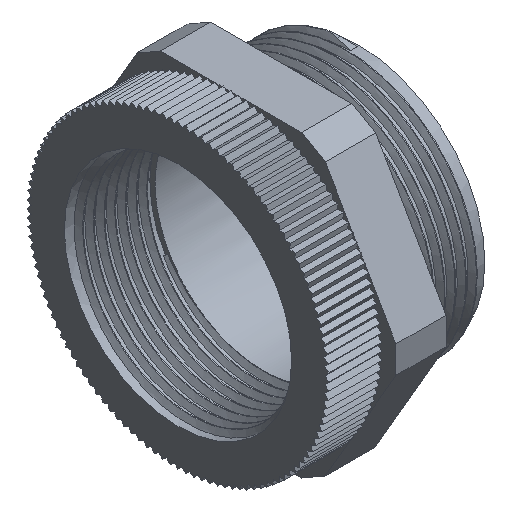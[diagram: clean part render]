
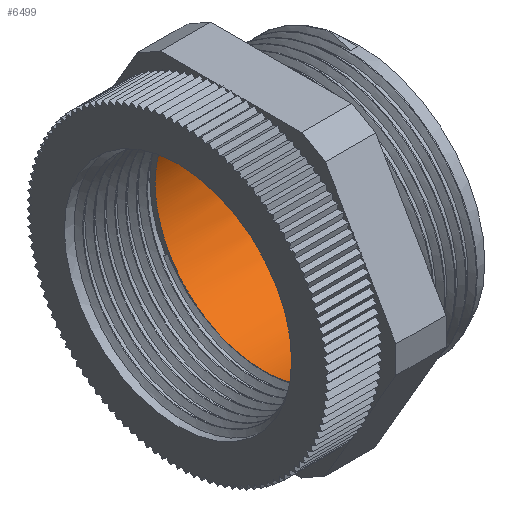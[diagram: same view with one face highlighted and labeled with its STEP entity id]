
A CAD part, isometric view. The second image highlights one B-rep face of the part: STEP entity #6499.
In plain terms, the highlighted cylindrical face has radius 15.185 mm (diameter 30.37 mm), a full revolution.
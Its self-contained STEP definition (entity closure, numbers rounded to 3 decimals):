
#17=FACE_BOUND('',#1014,.T.);
#24=CIRCLE('',#6525,15.185);
#27=CIRCLE('',#6841,15.185);
#679=FACE_OUTER_BOUND('',#1013,.T.);
#1013=EDGE_LOOP('',(#5866));
#1014=EDGE_LOOP('',(#5867));
#2846=VERTEX_POINT('',#11160);
#3412=VERTEX_POINT('',#12918);
#3450=EDGE_CURVE('',#2846,#2846,#24,.T.);
#4329=EDGE_CURVE('',#3412,#3412,#27,.T.);
#5866=ORIENTED_EDGE('',*,*,#3450,.F.);
#5867=ORIENTED_EDGE('',*,*,#4329,.T.);
#6171=CYLINDRICAL_SURFACE('',#6840,15.185);
#6499=ADVANCED_FACE('',(#679,#17),#6171,.F.);
#6525=AXIS2_PLACEMENT_3D('',#11161,#6886,#6887);
#6840=AXIS2_PLACEMENT_3D('',#12917,#8392,#8393);
#6841=AXIS2_PLACEMENT_3D('',#12919,#8394,#8395);
#6886=DIRECTION('center_axis',(1.,0.,0.));
#6887=DIRECTION('ref_axis',(0.,0.,-1.));
#8392=DIRECTION('center_axis',(1.,0.,0.));
#8393=DIRECTION('ref_axis',(0.,1.,0.));
#8394=DIRECTION('center_axis',(1.,0.,0.));
#8395=DIRECTION('ref_axis',(0.,0.,-1.));
#11160=CARTESIAN_POINT('',(-13.5,15.185,0.));
#11161=CARTESIAN_POINT('Origin',(-13.5,0.,0.));
#12917=CARTESIAN_POINT('Origin',(-6.75,0.,0.));
#12918=CARTESIAN_POINT('',(0.,15.185,0.));
#12919=CARTESIAN_POINT('Origin',(0.,0.,0.));
